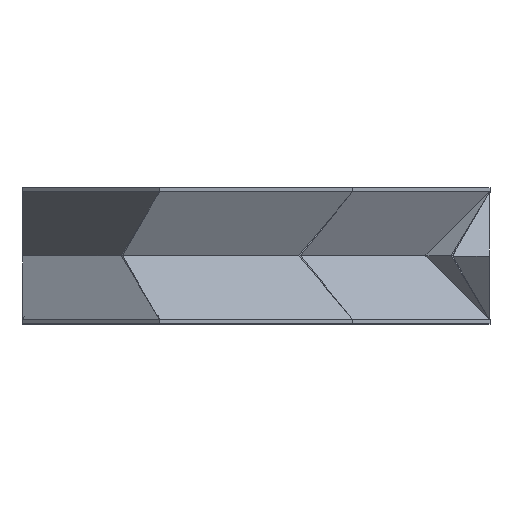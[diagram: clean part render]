
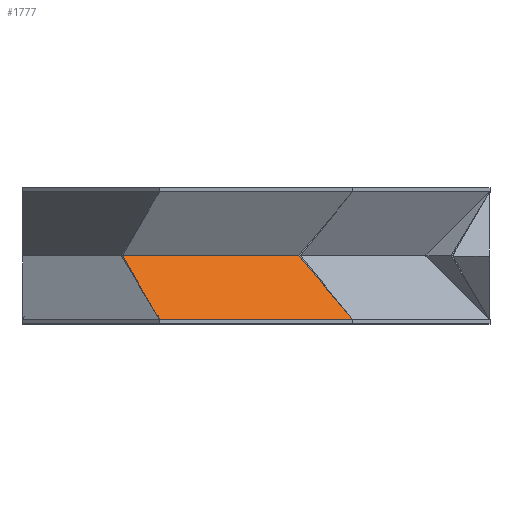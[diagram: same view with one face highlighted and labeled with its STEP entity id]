
A CAD part, top view. The second image highlights one B-rep face of the part: STEP entity #1777.
In plain terms, the highlighted planar face has unit normal (0, 0.5, 0.866).
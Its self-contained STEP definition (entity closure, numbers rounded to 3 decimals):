
#113=FACE_OUTER_BOUND('',#225,.T.);
#225=EDGE_LOOP('',(#1525,#1526,#1527,#1528));
#265=LINE('',#2436,#505);
#419=LINE('',#2747,#659);
#453=LINE('',#2812,#693);
#471=LINE('',#2843,#711);
#505=VECTOR('',#1968,10.);
#659=VECTOR('',#2244,10.);
#693=VECTOR('',#2306,10.);
#711=VECTOR('',#2344,10.);
#737=VERTEX_POINT('',#2433);
#738=VERTEX_POINT('',#2435);
#833=VERTEX_POINT('',#2744);
#834=VERTEX_POINT('',#2746);
#881=EDGE_CURVE('',#738,#737,#265,.T.);
#1035=EDGE_CURVE('',#833,#834,#419,.T.);
#1069=EDGE_CURVE('',#738,#833,#453,.T.);
#1087=EDGE_CURVE('',#737,#834,#471,.T.);
#1525=ORIENTED_EDGE('',*,*,#1069,.F.);
#1526=ORIENTED_EDGE('',*,*,#881,.T.);
#1527=ORIENTED_EDGE('',*,*,#1087,.T.);
#1528=ORIENTED_EDGE('',*,*,#1035,.F.);
#1669=PLANE('',#1908);
#1777=ADVANCED_FACE('',(#113),#1669,.F.);
#1908=AXIS2_PLACEMENT_3D('',#2844,#2345,#2346);
#1968=DIRECTION('',(1.,0.,0.));
#2244=DIRECTION('',(1.,0.,0.));
#2306=DIRECTION('',(-0.447,0.775,-0.447));
#2344=DIRECTION('',(-0.592,0.698,-0.403));
#2345=DIRECTION('center_axis',(0.,-0.5,-0.866));
#2346=DIRECTION('ref_axis',(-1.,0.,0.));
#2433=CARTESIAN_POINT('',(27.249,0.,65.784));
#2435=CARTESIAN_POINT('',(-27.249,0.,65.784));
#2436=CARTESIAN_POINT('',(-27.249,0.,65.784));
#2744=CARTESIAN_POINT('',(-37.641,18.,55.391));
#2746=CARTESIAN_POINT('',(12.,18.,55.391));
#2747=CARTESIAN_POINT('',(-7.794,18.,55.391));
#2812=CARTESIAN_POINT('',(-35.868,14.929,57.164));
#2843=CARTESIAN_POINT('',(10.891,19.309,54.635));
#2844=CARTESIAN_POINT('Origin',(-15.588,9.,60.588));
